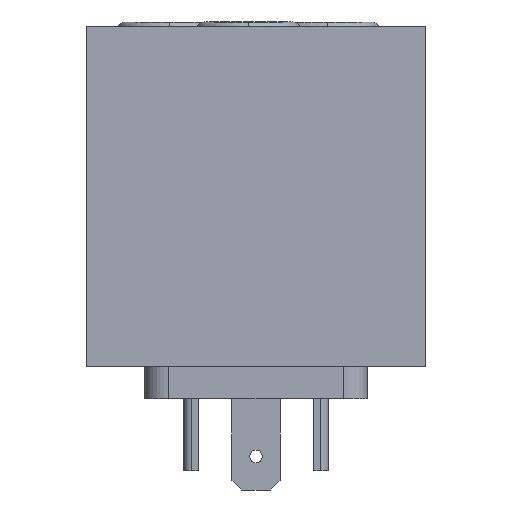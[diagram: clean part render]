
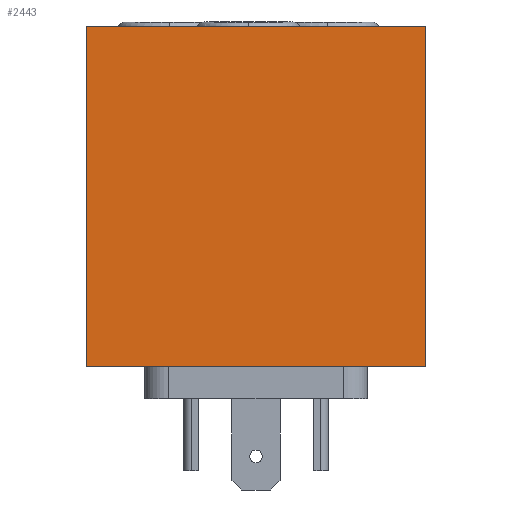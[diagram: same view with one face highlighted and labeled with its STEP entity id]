
A CAD part, front view. The second image highlights one B-rep face of the part: STEP entity #2443.
In plain terms, the highlighted planar face has unit normal (0, -1, 0).
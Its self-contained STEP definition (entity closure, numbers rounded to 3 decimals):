
#170=DIRECTION('',(0.,0.,1.));
#171=VECTOR('',#170,44.958);
#172=CARTESIAN_POINT('',(-22.352,-29.02,-22.479));
#173=LINE('',#172,#171);
#174=DIRECTION('',(-1.,0.,0.));
#175=VECTOR('',#174,44.704);
#176=CARTESIAN_POINT('',(22.352,-29.02,-22.479));
#177=LINE('',#176,#175);
#258=DIRECTION('',(-1.,0.,0.));
#259=VECTOR('',#258,44.704);
#260=CARTESIAN_POINT('',(22.352,-29.02,22.479));
#261=LINE('',#260,#259);
#550=DIRECTION('',(0.,0.,1.));
#551=VECTOR('',#550,44.958);
#552=CARTESIAN_POINT('',(22.352,-29.02,-22.479));
#553=LINE('',#552,#551);
#1822=CARTESIAN_POINT('',(-22.352,-29.02,22.479));
#1823=VERTEX_POINT('',#1822);
#1824=CARTESIAN_POINT('',(-22.352,-29.02,-22.479));
#1825=VERTEX_POINT('',#1824);
#1838=CARTESIAN_POINT('',(22.352,-29.02,-22.479));
#1839=VERTEX_POINT('',#1838);
#1856=CARTESIAN_POINT('',(22.352,-29.02,22.479));
#1857=VERTEX_POINT('',#1856);
#2430=CARTESIAN_POINT('',(-22.352,-29.02,22.479));
#2431=DIRECTION('',(0.,-1.,0.));
#2432=DIRECTION('',(0.,0.,-1.));
#2433=AXIS2_PLACEMENT_3D('',#2430,#2431,#2432);
#2434=PLANE('',#2433);
#2435=ORIENTED_EDGE('',*,*,#2339,.T.);
#2437=ORIENTED_EDGE('',*,*,#2436,.F.);
#2439=ORIENTED_EDGE('',*,*,#2438,.F.);
#2440=ORIENTED_EDGE('',*,*,#2391,.T.);
#2441=EDGE_LOOP('',(#2435,#2437,#2439,#2440));
#2442=FACE_OUTER_BOUND('',#2441,.F.);
#2443=ADVANCED_FACE('',(#2442),#2434,.T.);
#2339=EDGE_CURVE('',#1825,#1823,#173,.T.);
#2391=EDGE_CURVE('',#1839,#1825,#177,.T.);
#2436=EDGE_CURVE('',#1857,#1823,#261,.T.);
#2438=EDGE_CURVE('',#1839,#1857,#553,.T.);
